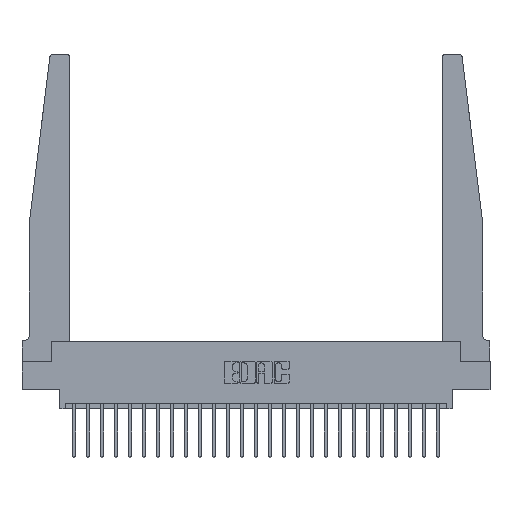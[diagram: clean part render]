
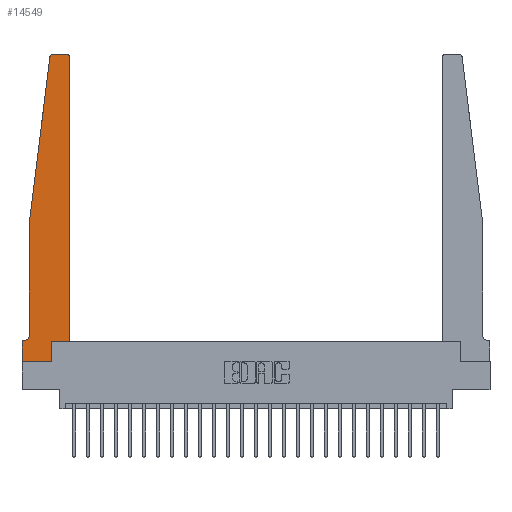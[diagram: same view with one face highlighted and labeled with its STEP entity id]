
A CAD part, top view. The second image highlights one B-rep face of the part: STEP entity #14549.
In plain terms, the highlighted planar face has unit normal (0, 0, 1).
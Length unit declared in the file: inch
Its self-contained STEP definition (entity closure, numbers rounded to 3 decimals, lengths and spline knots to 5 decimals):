
#792 = VERTEX_POINT ( 'NONE', #20157 ) ;
#1047 = ORIENTED_EDGE ( 'NONE', *, *, #16035, .T. ) ;
#1347 = VECTOR ( 'NONE', #7921, 39.37008 ) ;
#1403 = EDGE_CURVE ( 'NONE', #20084, #10140, #23152, .T. ) ;
#1449 = ORIENTED_EDGE ( 'NONE', *, *, #8735, .T. ) ;
#1498 = DIRECTION ( 'NONE',  ( 1., 0., 0. ) ) ;
#1520 = FACE_OUTER_BOUND ( 'NONE', #15833, .T. ) ;
#2132 = AXIS2_PLACEMENT_3D ( 'NONE', #17325, #5942, #19212 ) ;
#2784 = CARTESIAN_POINT ( 'NONE',  ( 0.25, 2.75, 0.37 ) ) ;
#3653 = LINE ( 'NONE', #2784, #8135 ) ;
#4036 = CARTESIAN_POINT ( 'NONE',  ( 0.015, 0.2375, 0.37 ) ) ;
#4292 = CARTESIAN_POINT ( 'NONE',  ( 0.24675, 2.72367, 0.37 ) ) ;
#4499 = VERTEX_POINT ( 'NONE', #4950 ) ;
#4687 = LINE ( 'NONE', #14891, #21900 ) ;
#4864 = CARTESIAN_POINT ( 'NONE',  ( 0.065, 1.25, 0.37 ) ) ;
#4896 = DIRECTION ( 'NONE',  ( 1., 0., 0. ) ) ;
#4934 = CARTESIAN_POINT ( 'NONE',  ( 0.425, 0.18, 0.37 ) ) ;
#4950 = CARTESIAN_POINT ( 'NONE',  ( 0.2605, 0., 0.37 ) ) ;
#4982 = LINE ( 'NONE', #23232, #20130 ) ;
#5050 = ORIENTED_EDGE ( 'NONE', *, *, #9518, .T. ) ;
#5097 = ORIENTED_EDGE ( 'NONE', *, *, #1403, .T. ) ;
#5610 = CARTESIAN_POINT ( 'NONE',  ( 0.065, 0.1875, 0.37 ) ) ;
#5942 = DIRECTION ( 'NONE',  ( 0., 0., 1. ) ) ;
#5962 = DIRECTION ( 'NONE',  ( -1., 0., 0. ) ) ;
#6010 = CARTESIAN_POINT ( 'NONE',  ( 0.065, 1.25, 0.37 ) ) ;
#6513 = LINE ( 'NONE', #22780, #21057 ) ;
#6549 = DIRECTION ( 'NONE',  ( -1., 0., 0. ) ) ;
#6854 = DIRECTION ( 'NONE',  ( 0., 1., 0. ) ) ;
#7150 = ORIENTED_EDGE ( 'NONE', *, *, #15740, .T. ) ;
#7373 = VERTEX_POINT ( 'NONE', #18970 ) ;
#7913 = VERTEX_POINT ( 'NONE', #18781 ) ;
#7921 = DIRECTION ( 'NONE',  ( -0.122, -0.992, 0. ) ) ;
#8083 = CARTESIAN_POINT ( 'NONE',  ( 0.27653, 2.75, 0.37 ) ) ;
#8135 = VECTOR ( 'NONE', #6549, 39.37008 ) ;
#8688 = DIRECTION ( 'NONE',  ( 0., -1., 0. ) ) ;
#8735 = EDGE_CURVE ( 'NONE', #17674, #23242, #6513, .T. ) ;
#9509 = VERTEX_POINT ( 'NONE', #8083 ) ;
#9518 = EDGE_CURVE ( 'NONE', #7913, #20338, #4982, .T. ) ;
#9591 = CARTESIAN_POINT ( 'NONE',  ( 0.2605, 0.18, 0.37 ) ) ;
#10128 = VECTOR ( 'NONE', #4896, 39.37008 ) ;
#10140 = VERTEX_POINT ( 'NONE', #17604 ) ;
#10479 = EDGE_CURVE ( 'NONE', #20768, #7913, #16901, .T. ) ;
#10668 = DIRECTION ( 'NONE',  ( 0., 0., 1. ) ) ;
#11171 = EDGE_CURVE ( 'NONE', #21145, #20084, #11499, .T. ) ;
#11499 = LINE ( 'NONE', #6010, #1347 ) ;
#11720 = ORIENTED_EDGE ( 'NONE', *, *, #19846, .T. ) ;
#11884 = DIRECTION ( 'NONE',  ( 0., -1., 0. ) ) ;
#12452 = ORIENTED_EDGE ( 'NONE', *, *, #14769, .T. ) ;
#12488 = VECTOR ( 'NONE', #8688, 39.37008 ) ;
#12703 = ORIENTED_EDGE ( 'NONE', *, *, #11171, .T. ) ;
#12788 = CARTESIAN_POINT ( 'NONE',  ( 0., 0., 0.37 ) ) ;
#12928 = DIRECTION ( 'NONE',  ( 0., 0., 1. ) ) ;
#12960 = ORIENTED_EDGE ( 'NONE', *, *, #14207, .T. ) ;
#13937 = CIRCLE ( 'NONE', #17210, 0.03 ) ;
#14159 = CARTESIAN_POINT ( 'NONE',  ( 0.425, 0.18, 0.37 ) ) ;
#14207 = EDGE_CURVE ( 'NONE', #792, #9509, #3653, .T. ) ;
#14281 = CIRCLE ( 'NONE', #23635, 0.05 ) ;
#14549 = ADVANCED_FACE ( 'NONE', ( #1520 ), #20469, .T. ) ;
#14578 = LINE ( 'NONE', #12788, #10128 ) ;
#14648 = CARTESIAN_POINT ( 'NONE',  ( 0.065, 1.25, 0.37 ) ) ;
#14769 = EDGE_CURVE ( 'NONE', #7373, #792, #21457, .T. ) ;
#14891 = CARTESIAN_POINT ( 'NONE',  ( 0.2605, 0.18, 0.37 ) ) ;
#15740 = EDGE_CURVE ( 'NONE', #20338, #4499, #14578, .T. ) ;
#15833 = EDGE_LOOP ( 'NONE', ( #12960, #11720, #12703, #5097, #1047, #19295, #5050, #7150, #22262, #1449, #17346, #12452 ) ) ;
#16035 = EDGE_CURVE ( 'NONE', #10140, #20768, #14281, .T. ) ;
#16816 = DIRECTION ( 'NONE',  ( 0., 1., 0. ) ) ;
#16901 = LINE ( 'NONE', #5610, #20722 ) ;
#17210 = AXIS2_PLACEMENT_3D ( 'NONE', #22012, #10668, #23896 ) ;
#17325 = CARTESIAN_POINT ( 'NONE',  ( 0.395, 2.72, 0.37 ) ) ;
#17346 = ORIENTED_EDGE ( 'NONE', *, *, #21911, .T. ) ;
#17347 = DIRECTION ( 'NONE',  ( 0., 0., -1. ) ) ;
#17604 = CARTESIAN_POINT ( 'NONE',  ( 0.065, 0.2375, 0.37 ) ) ;
#17674 = VERTEX_POINT ( 'NONE', #9591 ) ;
#18781 = CARTESIAN_POINT ( 'NONE',  ( 0., 0.1875, 0.37 ) ) ;
#18970 = CARTESIAN_POINT ( 'NONE',  ( 0.425, 2.72, 0.37 ) ) ;
#19212 = DIRECTION ( 'NONE',  ( 1., 0., 0. ) ) ;
#19295 = ORIENTED_EDGE ( 'NONE', *, *, #10479, .T. ) ;
#19846 = EDGE_CURVE ( 'NONE', #9509, #21145, #13937, .T. ) ;
#20084 = VERTEX_POINT ( 'NONE', #14648 ) ;
#20130 = VECTOR ( 'NONE', #11884, 39.37008 ) ;
#20157 = CARTESIAN_POINT ( 'NONE',  ( 0.395, 2.75, 0.37 ) ) ;
#20178 = EDGE_CURVE ( 'NONE', #4499, #17674, #4687, .T. ) ;
#20338 = VERTEX_POINT ( 'NONE', #21013 ) ;
#20469 = PLANE ( 'NONE',  #21729 ) ;
#20722 = VECTOR ( 'NONE', #20798, 39.37008 ) ;
#20768 = VERTEX_POINT ( 'NONE', #24113 ) ;
#20798 = DIRECTION ( 'NONE',  ( -1., 0., 0. ) ) ;
#21013 = CARTESIAN_POINT ( 'NONE',  ( 0., 0., 0.37 ) ) ;
#21057 = VECTOR ( 'NONE', #24581, 39.37008 ) ;
#21145 = VERTEX_POINT ( 'NONE', #4292 ) ;
#21457 = CIRCLE ( 'NONE', #2132, 0.03 ) ;
#21729 = AXIS2_PLACEMENT_3D ( 'NONE', #22372, #12928, #1498 ) ;
#21900 = VECTOR ( 'NONE', #16816, 39.37008 ) ;
#21911 = EDGE_CURVE ( 'NONE', #23242, #7373, #23580, .T. ) ;
#22012 = CARTESIAN_POINT ( 'NONE',  ( 0.27653, 2.72, 0.37 ) ) ;
#22262 = ORIENTED_EDGE ( 'NONE', *, *, #20178, .T. ) ;
#22372 = CARTESIAN_POINT ( 'NONE',  ( 0., 0.1875, 0.37 ) ) ;
#22780 = CARTESIAN_POINT ( 'NONE',  ( 0.425, 0.18, 0.37 ) ) ;
#22989 = VECTOR ( 'NONE', #6854, 39.37008 ) ;
#23152 = LINE ( 'NONE', #4864, #12488 ) ;
#23232 = CARTESIAN_POINT ( 'NONE',  ( 0., 0., 0.37 ) ) ;
#23242 = VERTEX_POINT ( 'NONE', #14159 ) ;
#23580 = LINE ( 'NONE', #4934, #22989 ) ;
#23635 = AXIS2_PLACEMENT_3D ( 'NONE', #4036, #17347, #5962 ) ;
#23896 = DIRECTION ( 'NONE',  ( 1., 0., 0. ) ) ;
#24113 = CARTESIAN_POINT ( 'NONE',  ( 0.015, 0.1875, 0.37 ) ) ;
#24581 = DIRECTION ( 'NONE',  ( 1., 0., 0. ) ) ;
